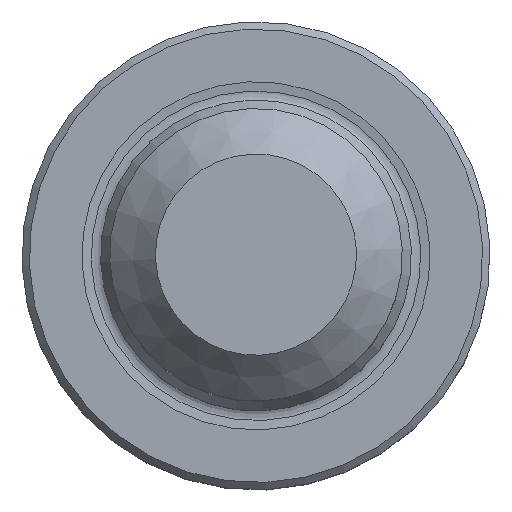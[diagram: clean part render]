
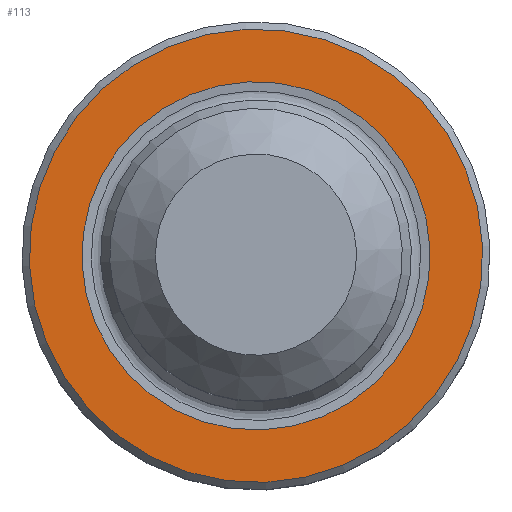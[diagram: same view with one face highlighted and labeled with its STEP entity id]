
A CAD part, top view. The second image highlights one B-rep face of the part: STEP entity #113.
In plain terms, the highlighted planar face has unit normal (0, 0, 1).
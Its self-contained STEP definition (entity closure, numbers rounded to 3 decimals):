
#83=PLANE('',#473);
#113=ADVANCED_FACE('',(#163,#164),#83,.F.);
#163=FACE_BOUND('',#230,.T.);
#164=FACE_BOUND('',#231,.T.);
#230=EDGE_LOOP('',(#298));
#231=EDGE_LOOP('',(#299));
#298=ORIENTED_EDGE('',*,*,#390,.T.);
#299=ORIENTED_EDGE('',*,*,#391,.T.);
#356=VERTEX_POINT('',#687);
#357=VERTEX_POINT('',#689);
#390=EDGE_CURVE('',#356,#356,#424,.T.);
#391=EDGE_CURVE('',#357,#357,#425,.T.);
#424=CIRCLE('',#471,6.2);
#425=CIRCLE('',#472,4.762);
#471=AXIS2_PLACEMENT_3D('',#686,#558,#559);
#472=AXIS2_PLACEMENT_3D('',#688,#560,#561);
#473=AXIS2_PLACEMENT_3D('',#690,#562,#563);
#558=DIRECTION('',(0.,0.,1.));
#559=DIRECTION('',(-0.924,-0.383,0.));
#560=DIRECTION('',(0.,0.,-1.));
#561=DIRECTION('',(-0.924,-0.383,0.));
#562=DIRECTION('',(0.,0.,-1.));
#563=DIRECTION('',(-0.924,-0.383,0.));
#686=CARTESIAN_POINT('',(0.,0.,0.));
#687=CARTESIAN_POINT('',(-5.727,-2.375,0.));
#688=CARTESIAN_POINT('',(0.,0.,0.));
#689=CARTESIAN_POINT('',(-4.398,-1.824,0.));
#690=CARTESIAN_POINT('',(-4.398,-1.824,0.));
